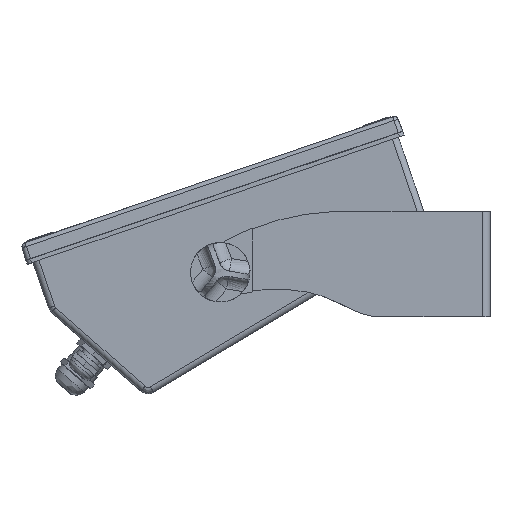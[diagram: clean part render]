
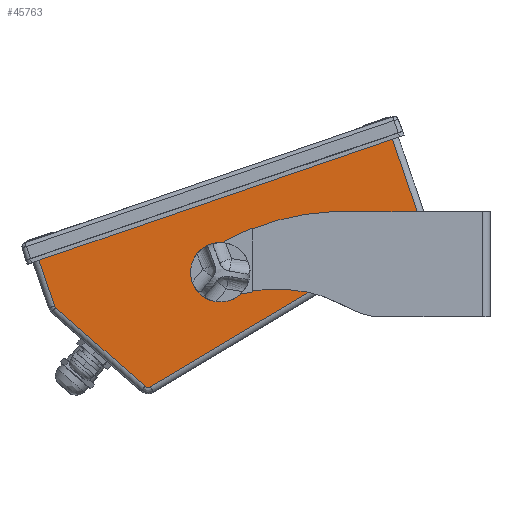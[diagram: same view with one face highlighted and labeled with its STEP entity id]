
A CAD part, left-side view. The second image highlights one B-rep face of the part: STEP entity #45763.
In plain terms, the highlighted free-form (B-spline) face has degree [1, 1] with [2, 2] control points.
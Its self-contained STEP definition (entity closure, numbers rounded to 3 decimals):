
#45763 = ADVANCED_FACE('',(#45764,#45778),#45839,.T.);
#45764 = FACE_BOUND('',#45765,.T.);
#45765 = EDGE_LOOP('',(#45766));
#45766 = ORIENTED_EDGE('',*,*,#45767,.T.);
#45767 = EDGE_CURVE('',#45768,#45768,#45770,.T.);
#45768 = VERTEX_POINT('',#45769);
#45769 = CARTESIAN_POINT('',(-123.389,78.353,
    21.383));
#45770 = ( BOUNDED_CURVE() B_SPLINE_CURVE(2,(#45771,#45772,#45773,#45774
    ,#45775,#45776,#45777),.UNSPECIFIED.,.T.,.F.) 
B_SPLINE_CURVE_WITH_KNOTS((1,2,2,2,2,1),(-2.094,0.,
    2.094,4.189,6.283,8.378),
.UNSPECIFIED.) CURVE() GEOMETRIC_REPRESENTATION_ITEM() 
RATIONAL_B_SPLINE_CURVE((1.,0.5,1.,0.5,1.,0.5,1.)) REPRESENTATION_ITEM(
  '') );
#45771 = CARTESIAN_POINT('',(-123.389,78.353,
    21.383));
#45772 = CARTESIAN_POINT('',(-123.389,80.151,
    26.631));
#45773 = CARTESIAN_POINT('',(-123.389,74.707,
    25.564));
#45774 = CARTESIAN_POINT('',(-123.389,69.263,
    24.497));
#45775 = CARTESIAN_POINT('',(-123.389,72.909,
    20.316));
#45776 = CARTESIAN_POINT('',(-123.389,76.555,
    16.134));
#45777 = CARTESIAN_POINT('',(-123.389,78.353,
    21.383));
#45778 = FACE_BOUND('',#45779,.T.);
#45779 = EDGE_LOOP('',(#45780,#45789,#45796,#45804,#45811,#45819,#45826,
    #45834));
#45780 = ORIENTED_EDGE('',*,*,#45781,.F.);
#45781 = EDGE_CURVE('',#45782,#45784,#45786,.T.);
#45782 = VERTEX_POINT('',#45783);
#45783 = CARTESIAN_POINT('',(-123.389,168.263,
    33.468));
#45784 = VERTEX_POINT('',#45785);
#45785 = CARTESIAN_POINT('',(-123.389,-9.503,
    94.363));
#45786 = B_SPLINE_CURVE_WITH_KNOTS('',1,(#45787,#45788),.UNSPECIFIED.,
  .F.,.F.,(2,2),(3.,179.),.PIECEWISE_BEZIER_KNOTS.);
#45787 = CARTESIAN_POINT('',(-123.389,168.263,
    33.468));
#45788 = CARTESIAN_POINT('',(-123.389,-9.503,
    94.363));
#45789 = ORIENTED_EDGE('',*,*,#45790,.T.);
#45790 = EDGE_CURVE('',#45782,#45791,#45793,.T.);
#45791 = VERTEX_POINT('',#45792);
#45792 = CARTESIAN_POINT('',(-123.389,158.689,
    5.521));
#45793 = B_SPLINE_CURVE_WITH_KNOTS('',1,(#45794,#45795),.UNSPECIFIED.,
  .F.,.F.,(2,2),(-82.,-54.33),.PIECEWISE_BEZIER_KNOTS.);
#45794 = CARTESIAN_POINT('',(-123.389,168.263,
    33.468));
#45795 = CARTESIAN_POINT('',(-123.389,158.689,
    5.521));
#45796 = ORIENTED_EDGE('',*,*,#45797,.T.);
#45797 = EDGE_CURVE('',#45791,#45798,#45800,.T.);
#45798 = VERTEX_POINT('',#45799);
#45799 = CARTESIAN_POINT('',(-123.389,158.079,
    4.609));
#45800 = ( BOUNDED_CURVE() B_SPLINE_CURVE(2,(#45801,#45802,#45803),
.UNSPECIFIED.,.F.,.F.) B_SPLINE_CURVE_WITH_KNOTS((3,3),(3.142,
3.661),.PIECEWISE_BEZIER_KNOTS.) CURVE() 
GEOMETRIC_REPRESENTATION_ITEM() RATIONAL_B_SPLINE_CURVE((1.,
0.966,1.)) REPRESENTATION_ITEM('') );
#45801 = CARTESIAN_POINT('',(-123.389,158.689,
    5.521));
#45802 = CARTESIAN_POINT('',(-123.389,158.505,
    4.983));
#45803 = CARTESIAN_POINT('',(-123.389,158.079,
    4.609));
#45804 = ORIENTED_EDGE('',*,*,#45805,.T.);
#45805 = EDGE_CURVE('',#45798,#45806,#45808,.T.);
#45806 = VERTEX_POINT('',#45807);
#45807 = CARTESIAN_POINT('',(-123.389,113.084,
    -34.923));
#45808 = B_SPLINE_CURVE_WITH_KNOTS('',1,(#45809,#45810),.UNSPECIFIED.,
  .F.,.F.,(2,2),(-56.098,0.),
  .PIECEWISE_BEZIER_KNOTS.);
#45809 = CARTESIAN_POINT('',(-123.389,158.079,
    4.609));
#45810 = CARTESIAN_POINT('',(-123.389,113.084,
    -34.923));
#45811 = ORIENTED_EDGE('',*,*,#45812,.T.);
#45812 = EDGE_CURVE('',#45806,#45813,#45815,.T.);
#45813 = VERTEX_POINT('',#45814);
#45814 = CARTESIAN_POINT('',(-123.389,110.581,
    -35.153));
#45815 = ( BOUNDED_CURVE() B_SPLINE_CURVE(2,(#45816,#45817,#45818),
.UNSPECIFIED.,.F.,.F.) B_SPLINE_CURVE_WITH_KNOTS((3,3),(3.661,
4.92),.PIECEWISE_BEZIER_KNOTS.) CURVE() 
GEOMETRIC_REPRESENTATION_ITEM() RATIONAL_B_SPLINE_CURVE((1.,
0.808,1.)) REPRESENTATION_ITEM('') );
#45816 = CARTESIAN_POINT('',(-123.389,113.084,
    -34.923));
#45817 = CARTESIAN_POINT('',(-123.389,111.916,
    -35.949));
#45818 = CARTESIAN_POINT('',(-123.389,110.581,
    -35.153));
#45819 = ORIENTED_EDGE('',*,*,#45820,.T.);
#45820 = EDGE_CURVE('',#45813,#45821,#45823,.T.);
#45821 = VERTEX_POINT('',#45822);
#45822 = CARTESIAN_POINT('',(-123.389,-24.473,
    45.432));
#45823 = B_SPLINE_CURVE_WITH_KNOTS('',1,(#45824,#45825),.UNSPECIFIED.,
  .F.,.F.,(2,2),(-147.304,0.),
  .PIECEWISE_BEZIER_KNOTS.);
#45824 = CARTESIAN_POINT('',(-123.389,110.581,
    -35.153));
#45825 = CARTESIAN_POINT('',(-123.389,-24.473,
    45.432));
#45826 = ORIENTED_EDGE('',*,*,#45827,.T.);
#45827 = EDGE_CURVE('',#45821,#45828,#45830,.T.);
#45828 = VERTEX_POINT('',#45829);
#45829 = CARTESIAN_POINT('',(-123.389,-25.399,
    47.957));
#45830 = ( BOUNDED_CURVE() B_SPLINE_CURVE(2,(#45831,#45832,#45833),
.UNSPECIFIED.,.F.,.F.) B_SPLINE_CURVE_WITH_KNOTS((3,3),(4.92,
6.283),.PIECEWISE_BEZIER_KNOTS.) CURVE() 
GEOMETRIC_REPRESENTATION_ITEM() RATIONAL_B_SPLINE_CURVE((1.,
0.777,1.)) REPRESENTATION_ITEM('') );
#45831 = CARTESIAN_POINT('',(-123.389,-24.473,
    45.432));
#45832 = CARTESIAN_POINT('',(-123.389,-25.961,
    46.319));
#45833 = CARTESIAN_POINT('',(-123.389,-25.399,
    47.957));
#45834 = ORIENTED_EDGE('',*,*,#45835,.T.);
#45835 = EDGE_CURVE('',#45828,#45784,#45836,.T.);
#45836 = B_SPLINE_CURVE_WITH_KNOTS('',1,(#45837,#45838),.UNSPECIFIED.,
  .F.,.F.,(2,2),(36.055,82.),.PIECEWISE_BEZIER_KNOTS.);
#45837 = CARTESIAN_POINT('',(-123.389,-25.399,
    47.957));
#45838 = CARTESIAN_POINT('',(-123.389,-9.503,
    94.363));
#45839 = B_SPLINE_SURFACE_WITH_KNOTS('',1,1,(
    (#45840,#45841)
    ,(#45842,#45843
    )),.UNSPECIFIED.,.F.,.F.,.F.,(2,2),(2,2),(3.,179.),(3.644,
    82.),.PIECEWISE_BEZIER_KNOTS.);
#45840 = CARTESIAN_POINT('',(-123.389,141.152,
    -45.674));
#45841 = CARTESIAN_POINT('',(-123.389,168.263,
    33.468));
#45842 = CARTESIAN_POINT('',(-123.389,-36.613,
    15.221));
#45843 = CARTESIAN_POINT('',(-123.389,-9.503,
    94.363));
